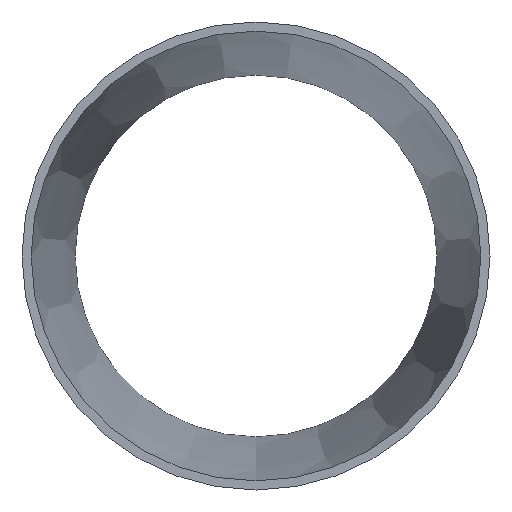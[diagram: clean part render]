
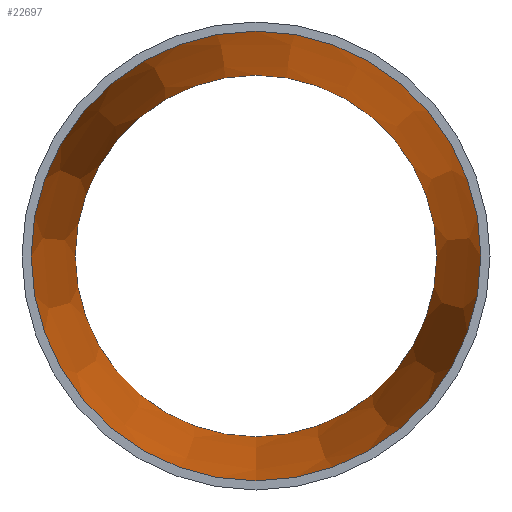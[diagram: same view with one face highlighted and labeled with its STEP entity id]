
A CAD part, front view. The second image highlights one B-rep face of the part: STEP entity #22697.
In plain terms, the highlighted conical face has half-angle 5.621 degrees and reference radius 63.887 mm.
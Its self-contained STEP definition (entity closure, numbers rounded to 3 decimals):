
#89 = ORIENTED_EDGE ( 'NONE', *, *, #31177, .T. ) ;
#1126 = AXIS2_PLACEMENT_3D ( 'NONE', #28395, #23761, #23608 ) ;
#2098 = AXIS2_PLACEMENT_3D ( 'NONE', #18580, #31024, #20992 ) ;
#3363 = CARTESIAN_POINT ( 'NONE',  ( 0., 0., 0. ) ) ;
#4169 = FACE_BOUND ( 'NONE', #6085, .T. ) ;
#6085 = EDGE_LOOP ( 'NONE', ( #14895 ) ) ;
#8322 = DIRECTION ( 'NONE',  ( 0., 0., -1. ) ) ;
#8807 = CIRCLE ( 'NONE', #29734, 63.887 ) ;
#9328 = CIRCLE ( 'NONE', #1126, 51.387 ) ;
#10002 = CARTESIAN_POINT ( 'NONE',  ( 0., 127., -51.387 ) ) ;
#10151 = VERTEX_POINT ( 'NONE', #10002 ) ;
#13131 = DIRECTION ( 'NONE',  ( 0., -1., 0. ) ) ;
#14895 = ORIENTED_EDGE ( 'NONE', *, *, #30863, .F. ) ;
#18580 = CARTESIAN_POINT ( 'NONE',  ( 0., 0., 0. ) ) ;
#19402 = EDGE_LOOP ( 'NONE', ( #89 ) ) ;
#20992 = DIRECTION ( 'NONE',  ( 0., 0., -1. ) ) ;
#22697 = ADVANCED_FACE ( 'NONE', ( #4169, #23685 ), #30147, .F. ) ;
#23608 = DIRECTION ( 'NONE',  ( 0., 0., -1. ) ) ;
#23685 = FACE_OUTER_BOUND ( 'NONE', #19402, .T. ) ;
#23761 = DIRECTION ( 'NONE',  ( 0., -1., 0. ) ) ;
#24349 = VERTEX_POINT ( 'NONE', #27065 ) ;
#27065 = CARTESIAN_POINT ( 'NONE',  ( 0., 0., -63.887 ) ) ;
#28395 = CARTESIAN_POINT ( 'NONE',  ( 0., 127., 0. ) ) ;
#29734 = AXIS2_PLACEMENT_3D ( 'NONE', #3363, #13131, #8322 ) ;
#30147 = CONICAL_SURFACE ( 'NONE', #2098, 63.887, 0.098 ) ;
#30863 = EDGE_CURVE ( 'NONE', #10151, #10151, #9328, .T. ) ;
#31024 = DIRECTION ( 'NONE',  ( 0., -1., 0. ) ) ;
#31177 = EDGE_CURVE ( 'NONE', #24349, #24349, #8807, .T. ) ;
